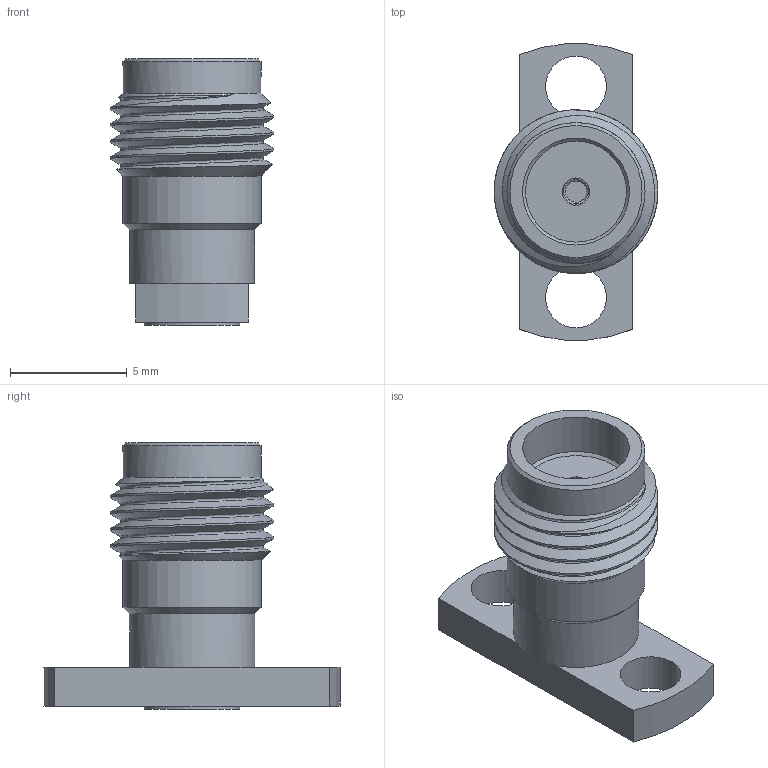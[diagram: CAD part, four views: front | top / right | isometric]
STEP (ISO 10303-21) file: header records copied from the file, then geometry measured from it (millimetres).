
FILE_DESCRIPTION (( 'STEP AP203' ), '1' );
FILE_NAME ('FMCN1809_3D.step', '2022-01-28T18:11:59', ( '' ), ( '' ), 'SwSTEP 2.0', 'SolidWorks 2021', '' );
FILE_SCHEMA (( 'CONFIG_CONTROL_DESIGN' ));
Length unit declared in the file: millimetre
Products named in the file (1): FMCN1809_3D
Bounding box: 7 x 12.66 x 11.38 mm (x, y, z)
Volume: 318.3 mm3; surface area: 498 mm2
Topology: 2 solids, 2 shells, 70 faces, 175 edges, 114 vertices
Faces by surface type: plane 39, cylinder 17, cone 11, bspline 3
Full cylindrical faces by diameter (mm): 0.23 x1, 0.738 x1, 0.914 x1, 1.168 x1, 1.2 x2, 2.6 x2, 4.08 x1, 4.131 x1, 4.572 x1, 5.35 x1, 5.9 x2
Entity records: 3146 total; most frequent: CARTESIAN_POINT 1518, DIRECTION 326, ORIENTED_EDGE 294, EDGE_CURVE 147, AXIS2_PLACEMENT_3D 133, VERTEX_POINT 105, EDGE_LOOP 100, FACE_OUTER_BOUND 84
